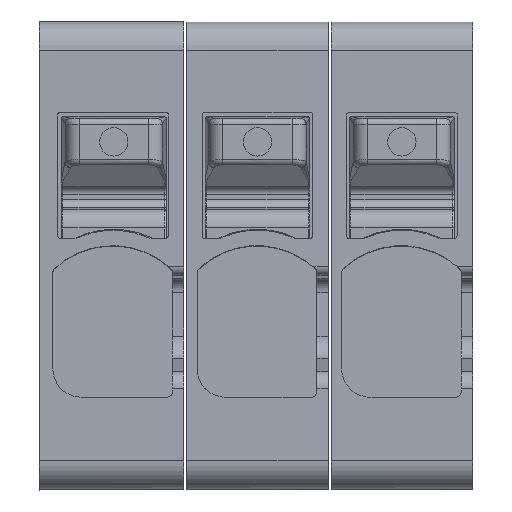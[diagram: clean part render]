
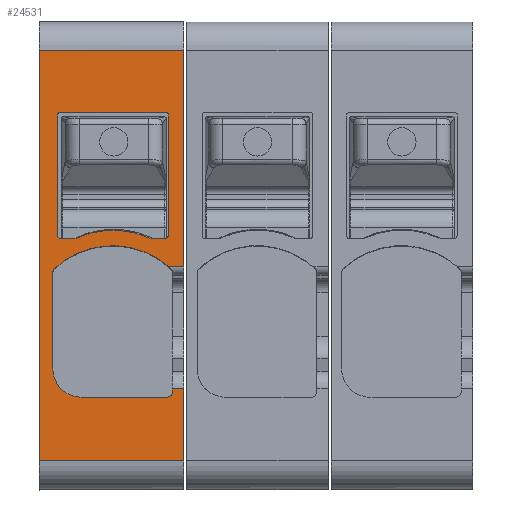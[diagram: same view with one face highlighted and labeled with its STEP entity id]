
A CAD part, top view. The second image highlights one B-rep face of the part: STEP entity #24531.
In plain terms, the highlighted planar face has unit normal (0, 0, 1).
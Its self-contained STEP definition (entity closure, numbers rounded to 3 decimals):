
#24326=AXIS2_PLACEMENT_3D('Plane Axis2P3D',#24323,#24324,#24325) ;
#24358=AXIS2_PLACEMENT_3D('Circle Axis2P3D',#24356,#24357,$) ;
#24372=AXIS2_PLACEMENT_3D('Circle Axis2P3D',#24370,#24371,$) ;
#24386=AXIS2_PLACEMENT_3D('Circle Axis2P3D',#24384,#24385,$) ;
#24393=AXIS2_PLACEMENT_3D('Circle Axis2P3D',#24391,#24392,$) ;
#24444=AXIS2_PLACEMENT_3D('Circle Axis2P3D',#24442,#24443,$) ;
#24458=AXIS2_PLACEMENT_3D('Circle Axis2P3D',#24456,#24457,$) ;
#24472=AXIS2_PLACEMENT_3D('Circle Axis2P3D',#24470,#24471,$) ;
#24486=AXIS2_PLACEMENT_3D('Circle Axis2P3D',#24484,#24485,$) ;
#24493=AXIS2_PLACEMENT_3D('Circle Axis2P3D',#24491,#24492,$) ;
#24500=AXIS2_PLACEMENT_3D('Circle Axis2P3D',#24498,#24499,$) ;
#24514=AXIS2_PLACEMENT_3D('Circle Axis2P3D',#24512,#24513,$) ;
#23974=CARTESIAN_POINT('Vertex',(0.,1.,44.65)) ;
#23977=CARTESIAN_POINT('Line Origine',(0.,8.25,44.65)) ;
#23981=CARTESIAN_POINT('Vertex',(0.,15.5,44.65)) ;
#24323=CARTESIAN_POINT('Axis2P3D Location',(2.8,15.5,44.65)) ;
#24328=CARTESIAN_POINT('Line Origine',(2.55,1.,44.65)) ;
#24332=CARTESIAN_POINT('Vertex',(5.1,1.,44.65)) ;
#24335=CARTESIAN_POINT('Line Origine',(5.1,2.275,44.65)) ;
#24339=CARTESIAN_POINT('Vertex',(5.1,3.55,44.65)) ;
#24342=CARTESIAN_POINT('Line Origine',(4.9,3.55,44.65)) ;
#24346=CARTESIAN_POINT('Vertex',(4.7,3.55,44.65)) ;
#24349=CARTESIAN_POINT('Line Origine',(4.7,3.5,44.65)) ;
#24353=CARTESIAN_POINT('Vertex',(4.7,3.45,44.65)) ;
#24356=CARTESIAN_POINT('Axis2P3D Location',(4.5,3.45,44.65)) ;
#24360=CARTESIAN_POINT('Vertex',(4.5,3.25,44.65)) ;
#24363=CARTESIAN_POINT('Line Origine',(2.988,3.25,44.65)) ;
#24367=CARTESIAN_POINT('Vertex',(1.475,3.25,44.65)) ;
#24370=CARTESIAN_POINT('Axis2P3D Location',(1.475,4.25,44.65)) ;
#24374=CARTESIAN_POINT('Vertex',(0.475,4.25,44.65)) ;
#24377=CARTESIAN_POINT('Line Origine',(0.475,5.948,44.65)) ;
#24381=CARTESIAN_POINT('Vertex',(0.475,7.645,44.65)) ;
#24384=CARTESIAN_POINT('Axis2P3D Location',(0.675,7.645,44.65)) ;
#24388=CARTESIAN_POINT('Vertex',(0.538,7.791,44.65)) ;
#24391=CARTESIAN_POINT('Axis2P3D Location',(2.588,5.6,44.65)) ;
#24395=CARTESIAN_POINT('Vertex',(4.56,7.86,44.65)) ;
#24398=CARTESIAN_POINT('Line Origine',(4.83,7.86,44.65)) ;
#24402=CARTESIAN_POINT('Vertex',(5.1,7.86,44.65)) ;
#24405=CARTESIAN_POINT('Line Origine',(5.1,11.68,44.65)) ;
#24409=CARTESIAN_POINT('Vertex',(5.1,15.5,44.65)) ;
#24412=CARTESIAN_POINT('Line Origine',(2.55,15.5,44.65)) ;
#24433=CARTESIAN_POINT('Line Origine',(0.65,11.1,44.65)) ;
#24437=CARTESIAN_POINT('Vertex',(0.65,8.95,44.65)) ;
#24439=CARTESIAN_POINT('Vertex',(0.65,13.25,44.65)) ;
#24442=CARTESIAN_POINT('Axis2P3D Location',(0.7,13.25,44.65)) ;
#24446=CARTESIAN_POINT('Vertex',(0.7,13.3,44.65)) ;
#24449=CARTESIAN_POINT('Line Origine',(2.6,13.3,44.65)) ;
#24453=CARTESIAN_POINT('Vertex',(4.5,13.3,44.65)) ;
#24456=CARTESIAN_POINT('Axis2P3D Location',(4.5,13.25,44.65)) ;
#24460=CARTESIAN_POINT('Vertex',(4.55,13.25,44.65)) ;
#24463=CARTESIAN_POINT('Line Origine',(4.55,11.1,44.65)) ;
#24467=CARTESIAN_POINT('Vertex',(4.55,8.95,44.65)) ;
#24470=CARTESIAN_POINT('Axis2P3D Location',(4.45,8.95,44.65)) ;
#24474=CARTESIAN_POINT('Vertex',(4.45,8.85,44.65)) ;
#24477=CARTESIAN_POINT('Line Origine',(4.225,8.85,44.65)) ;
#24481=CARTESIAN_POINT('Vertex',(4.,8.85,44.65)) ;
#24484=CARTESIAN_POINT('Axis2P3D Location',(4.,9.2,44.65)) ;
#24488=CARTESIAN_POINT('Vertex',(3.858,8.88,44.65)) ;
#24491=CARTESIAN_POINT('Axis2P3D Location',(2.6,6.047,44.65)) ;
#24495=CARTESIAN_POINT('Vertex',(1.342,8.88,44.65)) ;
#24498=CARTESIAN_POINT('Axis2P3D Location',(1.2,9.2,44.65)) ;
#24502=CARTESIAN_POINT('Vertex',(1.2,8.85,44.65)) ;
#24505=CARTESIAN_POINT('Line Origine',(0.975,8.85,44.65)) ;
#24509=CARTESIAN_POINT('Vertex',(0.75,8.85,44.65)) ;
#24512=CARTESIAN_POINT('Axis2P3D Location',(0.75,8.95,44.65)) ;
#23978=DIRECTION('Vector Direction',(0.,-1.,0.)) ;
#24324=DIRECTION('Axis2P3D Direction',(0.,0.,1.)) ;
#24325=DIRECTION('Axis2P3D XDirection',(0.,-1.,0.)) ;
#24329=DIRECTION('Vector Direction',(-1.,0.,0.)) ;
#24336=DIRECTION('Vector Direction',(0.,-1.,0.)) ;
#24343=DIRECTION('Vector Direction',(1.,0.,0.)) ;
#24350=DIRECTION('Vector Direction',(0.,1.,0.)) ;
#24357=DIRECTION('Axis2P3D Direction',(0.,0.,1.)) ;
#24364=DIRECTION('Vector Direction',(-1.,0.,0.)) ;
#24371=DIRECTION('Axis2P3D Direction',(0.,0.,1.)) ;
#24378=DIRECTION('Vector Direction',(0.,1.,0.)) ;
#24385=DIRECTION('Axis2P3D Direction',(0.,0.,1.)) ;
#24392=DIRECTION('Axis2P3D Direction',(0.,0.,1.)) ;
#24399=DIRECTION('Vector Direction',(1.,0.,0.)) ;
#24406=DIRECTION('Vector Direction',(0.,-1.,0.)) ;
#24413=DIRECTION('Vector Direction',(-1.,0.,0.)) ;
#24434=DIRECTION('Vector Direction',(0.,-1.,0.)) ;
#24443=DIRECTION('Axis2P3D Direction',(0.,0.,1.)) ;
#24450=DIRECTION('Vector Direction',(-1.,0.,0.)) ;
#24457=DIRECTION('Axis2P3D Direction',(0.,0.,1.)) ;
#24464=DIRECTION('Vector Direction',(0.,-1.,0.)) ;
#24471=DIRECTION('Axis2P3D Direction',(0.,0.,1.)) ;
#24478=DIRECTION('Vector Direction',(-1.,0.,0.)) ;
#24485=DIRECTION('Axis2P3D Direction',(0.,0.,1.)) ;
#24492=DIRECTION('Axis2P3D Direction',(0.,0.,1.)) ;
#24499=DIRECTION('Axis2P3D Direction',(0.,0.,1.)) ;
#24506=DIRECTION('Vector Direction',(-1.,0.,0.)) ;
#24513=DIRECTION('Axis2P3D Direction',(0.,0.,1.)) ;
#23979=VECTOR('Line Direction',#23978,1.) ;
#24330=VECTOR('Line Direction',#24329,1.) ;
#24337=VECTOR('Line Direction',#24336,1.) ;
#24344=VECTOR('Line Direction',#24343,1.) ;
#24351=VECTOR('Line Direction',#24350,1.) ;
#24365=VECTOR('Line Direction',#24364,1.) ;
#24379=VECTOR('Line Direction',#24378,1.) ;
#24400=VECTOR('Line Direction',#24399,1.) ;
#24407=VECTOR('Line Direction',#24406,1.) ;
#24414=VECTOR('Line Direction',#24413,1.) ;
#24435=VECTOR('Line Direction',#24434,1.) ;
#24451=VECTOR('Line Direction',#24450,1.) ;
#24465=VECTOR('Line Direction',#24464,1.) ;
#24479=VECTOR('Line Direction',#24478,1.) ;
#24507=VECTOR('Line Direction',#24506,1.) ;
#24418=ORIENTED_EDGE('',*,*,#24334,.F.) ;
#24419=ORIENTED_EDGE('',*,*,#24341,.F.) ;
#24420=ORIENTED_EDGE('',*,*,#24348,.F.) ;
#24421=ORIENTED_EDGE('',*,*,#24355,.F.) ;
#24422=ORIENTED_EDGE('',*,*,#24362,.F.) ;
#24423=ORIENTED_EDGE('',*,*,#24369,.T.) ;
#24424=ORIENTED_EDGE('',*,*,#24376,.F.) ;
#24425=ORIENTED_EDGE('',*,*,#24383,.T.) ;
#24426=ORIENTED_EDGE('',*,*,#24390,.F.) ;
#24427=ORIENTED_EDGE('',*,*,#24397,.F.) ;
#24428=ORIENTED_EDGE('',*,*,#24404,.T.) ;
#24429=ORIENTED_EDGE('',*,*,#24411,.F.) ;
#24430=ORIENTED_EDGE('',*,*,#24416,.T.) ;
#24431=ORIENTED_EDGE('',*,*,#23983,.T.) ;
#24518=ORIENTED_EDGE('',*,*,#24441,.T.) ;
#24519=ORIENTED_EDGE('',*,*,#24448,.F.) ;
#24520=ORIENTED_EDGE('',*,*,#24455,.F.) ;
#24521=ORIENTED_EDGE('',*,*,#24462,.F.) ;
#24522=ORIENTED_EDGE('',*,*,#24469,.F.) ;
#24523=ORIENTED_EDGE('',*,*,#24476,.F.) ;
#24524=ORIENTED_EDGE('',*,*,#24483,.T.) ;
#24525=ORIENTED_EDGE('',*,*,#24490,.F.) ;
#24526=ORIENTED_EDGE('',*,*,#24497,.F.) ;
#24527=ORIENTED_EDGE('',*,*,#24504,.F.) ;
#24528=ORIENTED_EDGE('',*,*,#24511,.T.) ;
#24529=ORIENTED_EDGE('',*,*,#24516,.F.) ;
#24530=FACE_BOUND('',#24517,.T.) ;
#24531=ADVANCED_FACE('Hauptk\X2\00F6\X0\rper',(#24432,#24530),#24327,.T.) ;
#24359=CIRCLE('generated circle',#24358,0.2) ;
#24373=CIRCLE('generated circle',#24372,1.) ;
#24387=CIRCLE('generated circle',#24386,0.2) ;
#24394=CIRCLE('generated circle',#24393,3.) ;
#24445=CIRCLE('generated circle',#24444,0.05) ;
#24459=CIRCLE('generated circle',#24458,0.05) ;
#24473=CIRCLE('generated circle',#24472,0.1) ;
#24487=CIRCLE('generated circle',#24486,0.35) ;
#24494=CIRCLE('generated circle',#24493,3.1) ;
#24501=CIRCLE('generated circle',#24500,0.35) ;
#24515=CIRCLE('generated circle',#24514,0.1) ;
#23983=EDGE_CURVE('',#23982,#23975,#23980,.T.) ;
#24334=EDGE_CURVE('',#24333,#23975,#24331,.T.) ;
#24341=EDGE_CURVE('',#24340,#24333,#24338,.T.) ;
#24348=EDGE_CURVE('',#24347,#24340,#24345,.T.) ;
#24355=EDGE_CURVE('',#24354,#24347,#24352,.T.) ;
#24362=EDGE_CURVE('',#24361,#24354,#24359,.T.) ;
#24369=EDGE_CURVE('',#24361,#24368,#24366,.T.) ;
#24376=EDGE_CURVE('',#24375,#24368,#24373,.T.) ;
#24383=EDGE_CURVE('',#24375,#24382,#24380,.T.) ;
#24390=EDGE_CURVE('',#24389,#24382,#24387,.T.) ;
#24397=EDGE_CURVE('',#24396,#24389,#24394,.T.) ;
#24404=EDGE_CURVE('',#24396,#24403,#24401,.T.) ;
#24411=EDGE_CURVE('',#24410,#24403,#24408,.T.) ;
#24416=EDGE_CURVE('',#24410,#23982,#24415,.T.) ;
#24441=EDGE_CURVE('',#24438,#24440,#24436,.F.) ;
#24448=EDGE_CURVE('',#24447,#24440,#24445,.T.) ;
#24455=EDGE_CURVE('',#24454,#24447,#24452,.T.) ;
#24462=EDGE_CURVE('',#24461,#24454,#24459,.T.) ;
#24469=EDGE_CURVE('',#24468,#24461,#24466,.F.) ;
#24476=EDGE_CURVE('',#24475,#24468,#24473,.T.) ;
#24483=EDGE_CURVE('',#24475,#24482,#24480,.T.) ;
#24490=EDGE_CURVE('',#24489,#24482,#24487,.T.) ;
#24497=EDGE_CURVE('',#24496,#24489,#24494,.F.) ;
#24504=EDGE_CURVE('',#24503,#24496,#24501,.T.) ;
#24511=EDGE_CURVE('',#24503,#24510,#24508,.T.) ;
#24516=EDGE_CURVE('',#24438,#24510,#24515,.T.) ;
#24417=EDGE_LOOP('',(#24418,#24419,#24420,#24421,#24422,#24423,#24424,#24425,#24426,#24427,#24428,#24429,#24430,#24431)) ;
#24517=EDGE_LOOP('',(#24518,#24519,#24520,#24521,#24522,#24523,#24524,#24525,#24526,#24527,#24528,#24529)) ;
#24432=FACE_OUTER_BOUND('',#24417,.T.) ;
#23980=LINE('Line',#23977,#23979) ;
#24331=LINE('Line',#24328,#24330) ;
#24338=LINE('Line',#24335,#24337) ;
#24345=LINE('Line',#24342,#24344) ;
#24352=LINE('Line',#24349,#24351) ;
#24366=LINE('Line',#24363,#24365) ;
#24380=LINE('Line',#24377,#24379) ;
#24401=LINE('Line',#24398,#24400) ;
#24408=LINE('Line',#24405,#24407) ;
#24415=LINE('Line',#24412,#24414) ;
#24436=LINE('Line',#24433,#24435) ;
#24452=LINE('Line',#24449,#24451) ;
#24466=LINE('Line',#24463,#24465) ;
#24480=LINE('Line',#24477,#24479) ;
#24508=LINE('Line',#24505,#24507) ;
#24327=PLANE('',#24326) ;
#23975=VERTEX_POINT('',#23974) ;
#23982=VERTEX_POINT('',#23981) ;
#24333=VERTEX_POINT('',#24332) ;
#24340=VERTEX_POINT('',#24339) ;
#24347=VERTEX_POINT('',#24346) ;
#24354=VERTEX_POINT('',#24353) ;
#24361=VERTEX_POINT('',#24360) ;
#24368=VERTEX_POINT('',#24367) ;
#24375=VERTEX_POINT('',#24374) ;
#24382=VERTEX_POINT('',#24381) ;
#24389=VERTEX_POINT('',#24388) ;
#24396=VERTEX_POINT('',#24395) ;
#24403=VERTEX_POINT('',#24402) ;
#24410=VERTEX_POINT('',#24409) ;
#24438=VERTEX_POINT('',#24437) ;
#24440=VERTEX_POINT('',#24439) ;
#24447=VERTEX_POINT('',#24446) ;
#24454=VERTEX_POINT('',#24453) ;
#24461=VERTEX_POINT('',#24460) ;
#24468=VERTEX_POINT('',#24467) ;
#24475=VERTEX_POINT('',#24474) ;
#24482=VERTEX_POINT('',#24481) ;
#24489=VERTEX_POINT('',#24488) ;
#24496=VERTEX_POINT('',#24495) ;
#24503=VERTEX_POINT('',#24502) ;
#24510=VERTEX_POINT('',#24509) ;
